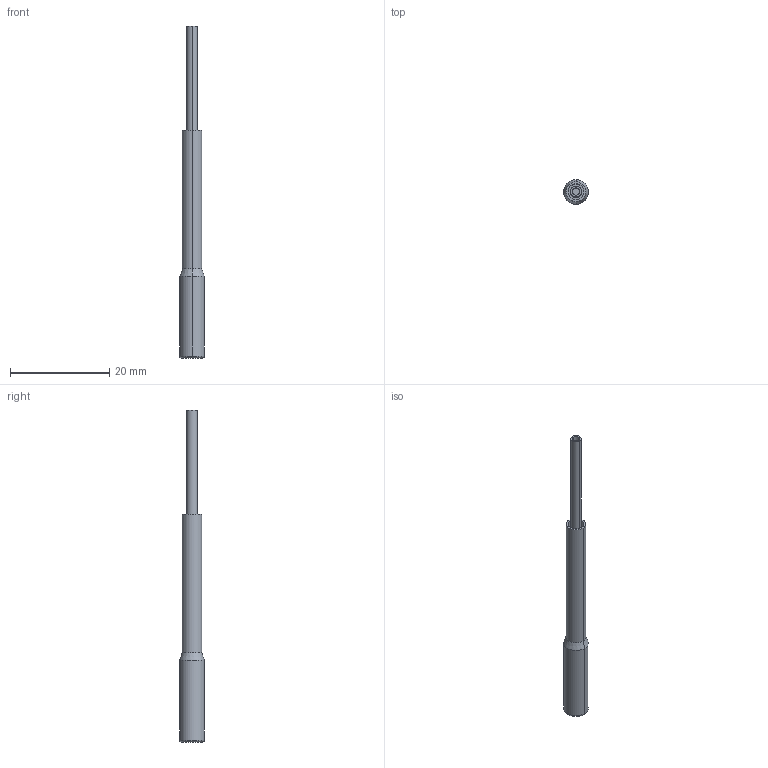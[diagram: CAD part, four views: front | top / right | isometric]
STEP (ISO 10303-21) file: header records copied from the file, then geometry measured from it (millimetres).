
FILE_DESCRIPTION((''),'2;1');
FILE_NAME('166400_ASM','2016-04-21T',('pdmadmin'),(''),'PRO/ENGINEER BY PARAMETRIC TECHNOLOGY CORPORATION, 2016010','PRO/ENGINEER BY PARAMETRIC TECHNOLOGY CORPORATION, 2016010','');
FILE_SCHEMA(('CONFIG_CONTROL_DESIGN'));
Length unit declared in the file: inch
Products named in the file (5): 39475; 39681; 39462_FEP_TEFLON_-5_X_18_; FIBER_CORE_060; 166400_ASM
Assembly tree (5 placements, depth 2):
  166400_ASM
    39475
    39681  x2
    39462_FEP_TEFLON_-5_X_18_
    FIBER_CORE_060
Bounding box: 5 x 5 x 67.02 mm (x, y, z)
Volume: 461.8 mm3; surface area: 2136.8 mm2
Topology: 5 solids, 5 shells, 43 faces, 82 edges, 50 vertices
Faces by surface type: cylinder 24, plane 11, cone 6, torus 2
Entity records: 1089 total; most frequent: DIRECTION 208, CARTESIAN_POINT 159, ORIENTED_EDGE 140, AXIS2_PLACEMENT_3D 91, EDGE_CURVE 70, CIRCLE 44, VERTEX_POINT 42, EDGE_LOOP 42
